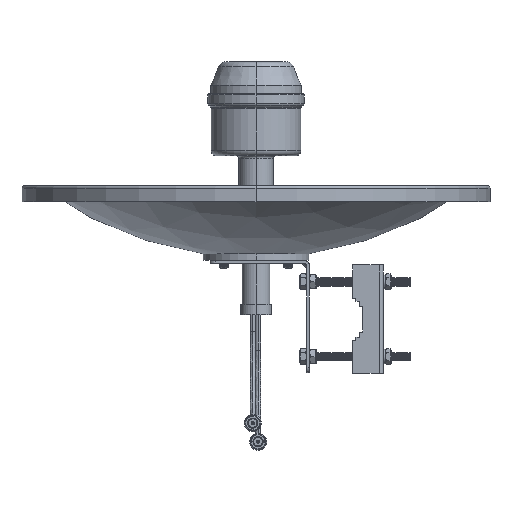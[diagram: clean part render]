
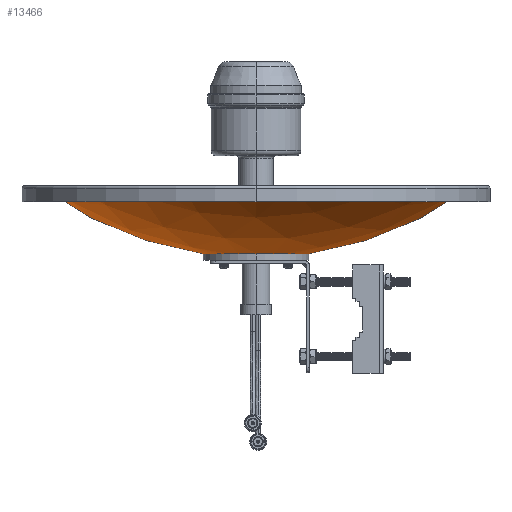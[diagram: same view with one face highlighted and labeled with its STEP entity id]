
A CAD part, front view. The second image highlights one B-rep face of the part: STEP entity #13466.
In plain terms, the highlighted spherical face has radius 338.24 mm.
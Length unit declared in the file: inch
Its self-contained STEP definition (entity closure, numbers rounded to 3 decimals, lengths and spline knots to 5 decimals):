
#9427 = CARTESIAN_POINT ( 'NONE',  ( 0., 2.50932, 0. ) ) ;
#9428 = DIRECTION ( 'NONE',  ( 0., -1., 0. ) ) ;
#9429 = DIRECTION ( 'NONE',  ( 0., 0., -1. ) ) ;
#9430 = CARTESIAN_POINT ( 'NONE',  ( 0., 0.06776, 0. ) ) ;
#9431 = DIRECTION ( 'NONE',  ( 0., -1., 0. ) ) ;
#9432 = DIRECTION ( 'NONE',  ( 0., 0., -1. ) ) ;
#9558 = CARTESIAN_POINT ( 'NONE',  ( 0., 2.50932, 0. ) ) ;
#9559 = DIRECTION ( 'NONE',  ( 0., -1., 0. ) ) ;
#9560 = DIRECTION ( 'NONE',  ( 0., 0., -1. ) ) ;
#9564 = CARTESIAN_POINT ( 'NONE',  ( 0., -10.66397, 0. ) ) ;
#9565 = DIRECTION ( 'NONE',  ( 0., 0., 1. ) ) ;
#9566 = DIRECTION ( 'NONE',  ( 1., 0., 0. ) ) ;
#9573 = CARTESIAN_POINT ( 'NONE',  ( 0., -10.66397, 0. ) ) ;
#9574 = DIRECTION ( 'NONE',  ( 0., 0., -1. ) ) ;
#9575 = DIRECTION ( 'NONE',  ( -1., 0., 0. ) ) ;
#9584 = CARTESIAN_POINT ( 'NONE',  ( 0., 0.06776, 0. ) ) ;
#9585 = DIRECTION ( 'NONE',  ( 0., -1., 0. ) ) ;
#9586 = DIRECTION ( 'NONE',  ( 0., 0., -1. ) ) ;
#9891 = ORIENTED_EDGE ( 'NONE', *, *, #36105, .F. ) ;
#9892 = ORIENTED_EDGE ( 'NONE', *, *, #36022, .T. ) ;
#9893 = ORIENTED_EDGE ( 'NONE', *, *, #36099, .T. ) ;
#9894 = ORIENTED_EDGE ( 'NONE', *, *, #36111, .T. ) ;
#9895 = ORIENTED_EDGE ( 'NONE', *, *, #36024, .F. ) ;
#9896 = ORIENTED_EDGE ( 'NONE', *, *, #36119, .F. ) ;
#12110 = AXIS2_PLACEMENT_3D ( 'NONE', #23721, #23755, #23757 ) ;
#12507 = EDGE_LOOP ( 'NONE', ( #9891, #9892, #9893, #9894, #9895, #9896 ) ) ;
#13466 = ADVANCED_FACE ( 'NONE', ( #23242 ), #23247, .T. ) ;
#16846 = VERTEX_POINT ( 'NONE', #25177 ) ;
#16864 = VERTEX_POINT ( 'NONE', #25193 ) ;
#16868 = VERTEX_POINT ( 'NONE', #25192 ) ;
#16869 = VERTEX_POINT ( 'NONE', #25196 ) ;
#16872 = VERTEX_POINT ( 'NONE', #25198 ) ;
#16874 = VERTEX_POINT ( 'NONE', #25195 ) ;
#20471 = AXIS2_PLACEMENT_3D ( 'NONE', #9427, #9428, #9429 ) ;
#20472 = AXIS2_PLACEMENT_3D ( 'NONE', #9430, #9431, #9432 ) ;
#20500 = AXIS2_PLACEMENT_3D ( 'NONE', #9558, #9559, #9560 ) ;
#20502 = AXIS2_PLACEMENT_3D ( 'NONE', #9564, #9565, #9566 ) ;
#20505 = AXIS2_PLACEMENT_3D ( 'NONE', #9573, #9574, #9575 ) ;
#20508 = AXIS2_PLACEMENT_3D ( 'NONE', #9584, #9585, #9586 ) ;
#23242 = FACE_OUTER_BOUND ( 'NONE', #12507, .T. ) ;
#23247 = SPHERICAL_SURFACE ( 'NONE', #12110, 13.31654 ) ;
#23721 = CARTESIAN_POINT ( 'NONE',  ( 0., -10.66397, 0. ) ) ;
#23755 = DIRECTION ( 'NONE',  ( 0., 0., 1. ) ) ;
#23757 = DIRECTION ( 'NONE',  ( 1., 0., 0. ) ) ;
#25177 = CARTESIAN_POINT ( 'NONE',  ( 0., 2.50932, -1.948 ) ) ;
#25192 = CARTESIAN_POINT ( 'NONE',  ( 7.88417, 0.06776, 0. ) ) ;
#25193 = CARTESIAN_POINT ( 'NONE',  ( 1.948, 2.50932, 0. ) ) ;
#25195 = CARTESIAN_POINT ( 'NONE',  ( 0., 0.06776, -7.88417 ) ) ;
#25196 = CARTESIAN_POINT ( 'NONE',  ( -1.948, 2.50932, 0. ) ) ;
#25198 = CARTESIAN_POINT ( 'NONE',  ( -7.88417, 0.06776, 0. ) ) ;
#29513 = CIRCLE ( 'NONE', #20471, 1.948 ) ;
#29518 = CIRCLE ( 'NONE', #20472, 7.88417 ) ;
#29554 = CIRCLE ( 'NONE', #20500, 1.948 ) ;
#29561 = CIRCLE ( 'NONE', #20502, 13.31654 ) ;
#29564 = CIRCLE ( 'NONE', #20505, 13.31654 ) ;
#29567 = CIRCLE ( 'NONE', #20508, 7.88417 ) ;
#36022 = EDGE_CURVE ( 'NONE', #16869, #16846, #29513, .T. ) ;
#36024 = EDGE_CURVE ( 'NONE', #16874, #16868, #29518, .T. ) ;
#36099 = EDGE_CURVE ( 'NONE', #16846, #16864, #29554, .T. ) ;
#36105 = EDGE_CURVE ( 'NONE', #16869, #16872, #29561, .T. ) ;
#36111 = EDGE_CURVE ( 'NONE', #16864, #16868, #29564, .T. ) ;
#36119 = EDGE_CURVE ( 'NONE', #16872, #16874, #29567, .T. ) ;
